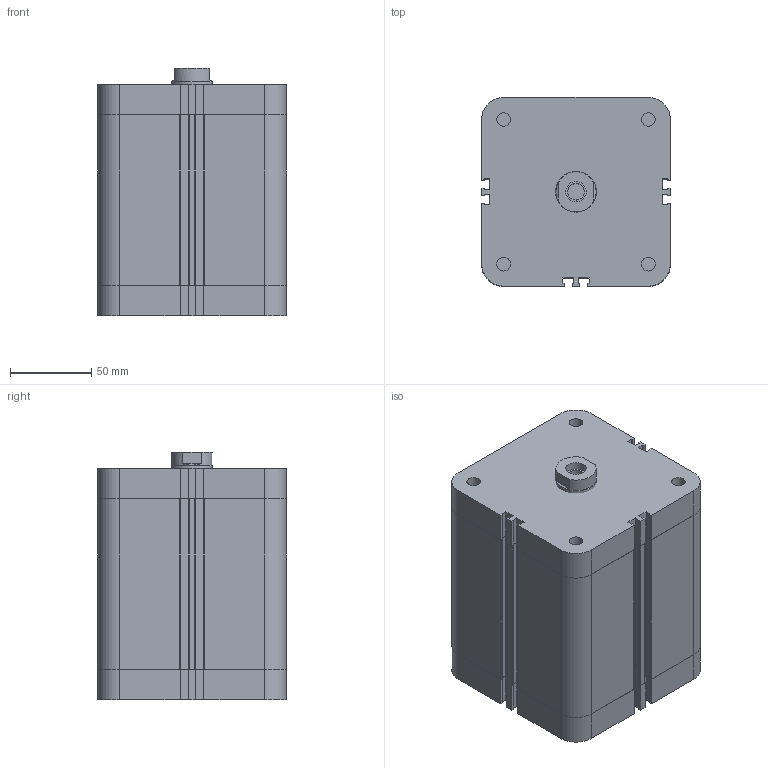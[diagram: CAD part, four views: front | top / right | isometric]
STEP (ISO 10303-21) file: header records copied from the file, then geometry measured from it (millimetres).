
FILE_DESCRIPTION((''),'2;1');
FILE_NAME('154#_100_0075_01_#-01.iam.stp','2011-03-29T08:06:42',(''),(''),'Autodesk Inventor 2011','Autodesk Inventor 2011','');
FILE_SCHEMA(('AUTOMOTIVE_DESIGN { 1 0 10303 214 1 1 1 1 }'));
Length unit declared in the file: millimetre
Products named in the file (5): 154#_100_0075_01_#-01; 15100_510; 1540_503_100_0075; 1540_504_100_0075; 15100_509
Assembly tree (4 placements, depth 2):
  154#_100_0075_01_#-01
    15100_510
    1540_503_100_0075
    1540_504_100_0075
    15100_509
Bounding box: 116 x 116 x 152 mm (x, y, z)
Volume: 1310872.4 mm3; surface area: 206861 mm2
Topology: 4 solids, 4 shells, 253 faces, 724 edges, 485 vertices
Faces by surface type: plane 174, cylinder 78, cone 1
Full cylindrical faces by diameter (mm): 8.4 x8, 8.7 x2, 10 x1, 10.2 x1, 12 x1, 12.5 x1, 24.8 x1, 25 x1, 100 x2
Entity records: 8367 total; most frequent: CARTESIAN_POINT 1432, ORIENTED_EDGE 1390, DIRECTION 1378, EDGE_CURVE 695, VECTOR 536, LINE 536, VERTEX_POINT 475, AXIS2_PLACEMENT_3D 421
